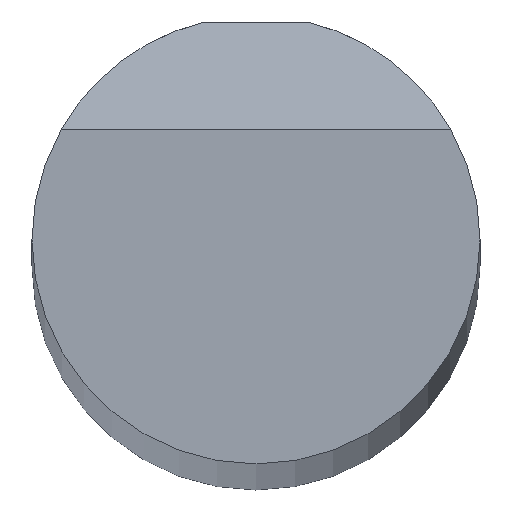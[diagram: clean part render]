
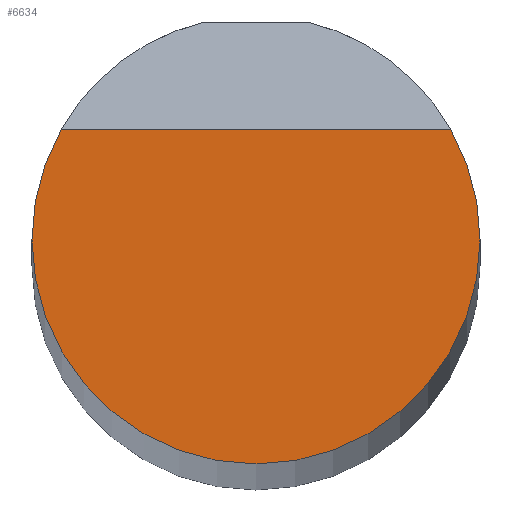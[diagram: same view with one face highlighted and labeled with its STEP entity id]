
A CAD part, top view. The second image highlights one B-rep face of the part: STEP entity #6634.
In plain terms, the highlighted planar face has unit normal (0, 0, 1).
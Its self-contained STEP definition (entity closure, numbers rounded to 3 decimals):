
#134 = EDGE_CURVE ( 'NONE', #8550, #16454, #20133, .T. ) ;
#1301 = DIRECTION ( 'NONE',  ( 1., 0., 0. ) ) ;
#2062 = AXIS2_PLACEMENT_3D ( 'NONE', #7666, #14221, #1301 ) ;
#2651 = FACE_OUTER_BOUND ( 'NONE', #25814, .T. ) ;
#4105 = AXIS2_PLACEMENT_3D ( 'NONE', #26046, #13213, #13744 ) ;
#6634 = ADVANCED_FACE ( 'NONE', ( #2651 ), #19565, .T. ) ;
#7471 = LINE ( 'NONE', #18154, #14118 ) ;
#7666 = CARTESIAN_POINT ( 'NONE',  ( 0., 0., 499.6 ) ) ;
#7754 = EDGE_CURVE ( 'NONE', #16341, #17251, #9440, .T. ) ;
#8132 = AXIS2_PLACEMENT_3D ( 'NONE', #19468, #9066, #10883 ) ;
#8550 = VERTEX_POINT ( 'NONE', #19776 ) ;
#9066 = DIRECTION ( 'NONE',  ( 0., 0., 1. ) ) ;
#9106 = CARTESIAN_POINT ( 'NONE',  ( 0., 0., 499.6 ) ) ;
#9440 = CIRCLE ( 'NONE', #8132, 7.5 ) ;
#10533 = EDGE_CURVE ( 'NONE', #17251, #8550, #18185, .T. ) ;
#10883 = DIRECTION ( 'NONE',  ( 1., 0., 0. ) ) ;
#11550 = AXIS2_PLACEMENT_3D ( 'NONE', #9106, #13158, #26403 ) ;
#13158 = DIRECTION ( 'NONE',  ( 0., 0., 1. ) ) ;
#13213 = DIRECTION ( 'NONE',  ( 0., 0., 1. ) ) ;
#13744 = DIRECTION ( 'NONE',  ( 1., 0., 0. ) ) ;
#14118 = VECTOR ( 'NONE', #20228, 1000. ) ;
#14221 = DIRECTION ( 'NONE',  ( 0., 0., 1. ) ) ;
#16341 = VERTEX_POINT ( 'NONE', #23247 ) ;
#16454 = VERTEX_POINT ( 'NONE', #21569 ) ;
#17251 = VERTEX_POINT ( 'NONE', #20596 ) ;
#17929 = ORIENTED_EDGE ( 'NONE', *, *, #10533, .T. ) ;
#18154 = CARTESIAN_POINT ( 'NONE',  ( 7.501, 3.711, 499.6 ) ) ;
#18185 = CIRCLE ( 'NONE', #11550, 7.5 ) ;
#18513 = ORIENTED_EDGE ( 'NONE', *, *, #134, .T. ) ;
#18792 = ORIENTED_EDGE ( 'NONE', *, *, #7754, .T. ) ;
#19468 = CARTESIAN_POINT ( 'NONE',  ( 0., 0., 499.6 ) ) ;
#19565 = PLANE ( 'NONE',  #4105 ) ;
#19776 = CARTESIAN_POINT ( 'NONE',  ( 7.5, 0., 499.6 ) ) ;
#20133 = CIRCLE ( 'NONE', #2062, 7.5 ) ;
#20228 = DIRECTION ( 'NONE',  ( 1., 0., 0. ) ) ;
#20596 = CARTESIAN_POINT ( 'NONE',  ( -7.5, 0., 499.6 ) ) ;
#21569 = CARTESIAN_POINT ( 'NONE',  ( 6.518, 3.711, 499.6 ) ) ;
#23247 = CARTESIAN_POINT ( 'NONE',  ( -6.518, 3.711, 499.6 ) ) ;
#24318 = EDGE_CURVE ( 'NONE', #16341, #16454, #7471, .T. ) ;
#25814 = EDGE_LOOP ( 'NONE', ( #18792, #17929, #18513, #27106 ) ) ;
#26046 = CARTESIAN_POINT ( 'NONE',  ( 0., 0., 499.6 ) ) ;
#26403 = DIRECTION ( 'NONE',  ( 1., 0., 0. ) ) ;
#27106 = ORIENTED_EDGE ( 'NONE', *, *, #24318, .F. ) ;
